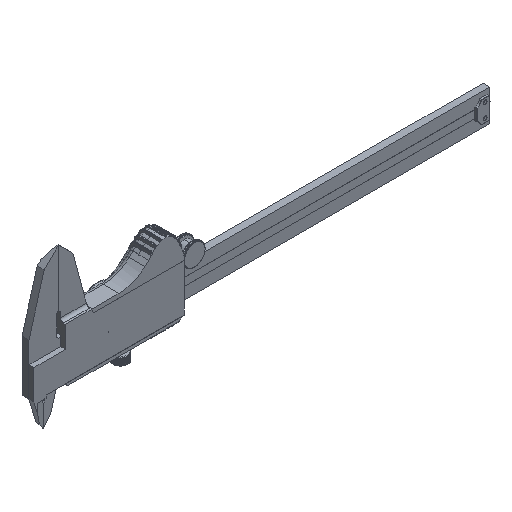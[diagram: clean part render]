
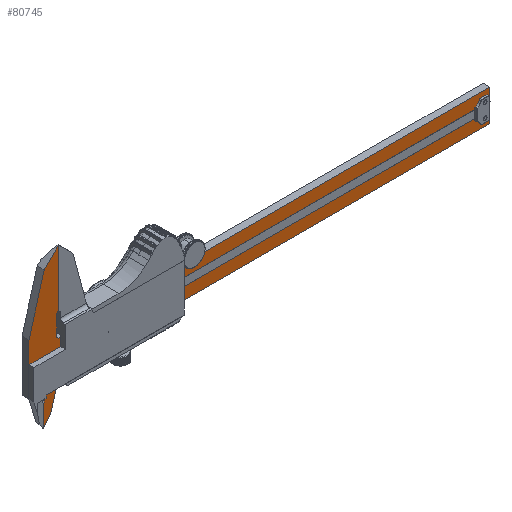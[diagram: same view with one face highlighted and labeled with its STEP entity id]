
A CAD part, isometric view. The second image highlights one B-rep face of the part: STEP entity #80745.
In plain terms, the highlighted planar face has unit normal (0, -1, 0).
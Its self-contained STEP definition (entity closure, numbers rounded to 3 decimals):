
#78917=CARTESIAN_POINT('',(214.5,0.,-43.45));
#78918=VERTEX_POINT('',#78917);
#78925=CARTESIAN_POINT('',(214.5,0.,-45.55));
#78926=VERTEX_POINT('',#78925);
#78927=CARTESIAN_POINT('',(214.5,0.,-44.5));
#78928=DIRECTION('',(-0.,-1.,-0.));
#78929=DIRECTION('',(0.,0.,-1.));
#78930=AXIS2_PLACEMENT_3D('',#78927,#78928,#78929);
#78931=CIRCLE('',#78930,1.05);
#78932=EDGE_CURVE('',#78918,#78926,#78931,.T.);
#78959=CARTESIAN_POINT('',(214.5,0.,-50.45));
#78960=VERTEX_POINT('',#78959);
#78967=CARTESIAN_POINT('',(214.5,0.,-52.55));
#78968=VERTEX_POINT('',#78967);
#78969=CARTESIAN_POINT('',(214.5,0.,-51.5));
#78970=DIRECTION('',(0.,1.,0.));
#78971=DIRECTION('',(0.,0.,-1.));
#78972=AXIS2_PLACEMENT_3D('',#78969,#78970,#78971);
#78973=CIRCLE('',#78972,1.05);
#78974=EDGE_CURVE('',#78968,#78960,#78973,.T.);
#80498=CARTESIAN_POINT('',(214.5,0.,-44.5));
#80499=DIRECTION('',(-0.,-1.,-0.));
#80500=DIRECTION('',(0.,0.,-1.));
#80501=AXIS2_PLACEMENT_3D('',#80498,#80499,#80500);
#80502=CIRCLE('',#80501,1.05);
#80503=EDGE_CURVE('',#78926,#78918,#80502,.T.);
#80508=CARTESIAN_POINT('',(218.01,0.,0.01));
#80509=DIRECTION('',(0.,-1.,0.));
#80510=DIRECTION('',(-1.,0.,0.));
#80511=AXIS2_PLACEMENT_3D('',#80508,#80509,#80510);
#80512=PLANE('',#80511);
#80513=ORIENTED_EDGE('',*,*,#78974,.T.);
#80514=CARTESIAN_POINT('',(214.5,0.,-51.5));
#80515=DIRECTION('',(0.,1.,0.));
#80516=DIRECTION('',(0.,0.,-1.));
#80517=AXIS2_PLACEMENT_3D('',#80514,#80515,#80516);
#80518=CIRCLE('',#80517,1.05);
#80519=EDGE_CURVE('',#78960,#78968,#80518,.T.);
#80520=ORIENTED_EDGE('',*,*,#80519,.T.);
#80521=EDGE_LOOP('',(#80513,#80520));
#80522=FACE_BOUND('',#80521,.T.);
#80523=ORIENTED_EDGE('',*,*,#80503,.F.);
#80524=ORIENTED_EDGE('',*,*,#78932,.F.);
#80525=EDGE_LOOP('',(#80523,#80524));
#80526=FACE_BOUND('',#80525,.T.);
#80527=CARTESIAN_POINT('',(4.,0.,-56.));
#80528=VERTEX_POINT('',#80527);
#80529=CARTESIAN_POINT('',(218.,0.,-56.));
#80530=VERTEX_POINT('',#80529);
#80531=CARTESIAN_POINT('',(4.,0.,-56.));
#80532=DIRECTION('',(1.,0.,0.));
#80533=VECTOR('',#80532,214.);
#80534=LINE('',#80531,#80533);
#80535=EDGE_CURVE('',#80528,#80530,#80534,.T.);
#80536=ORIENTED_EDGE('',*,*,#80535,.T.);
#80537=CARTESIAN_POINT('',(218.,0.,-50.));
#80538=VERTEX_POINT('',#80537);
#80539=CARTESIAN_POINT('',(218.,0.,-56.));
#80540=DIRECTION('',(0.,0.,1.));
#80541=VECTOR('',#80540,6.);
#80542=LINE('',#80539,#80541);
#80543=EDGE_CURVE('',#80530,#80538,#80542,.T.);
#80544=ORIENTED_EDGE('',*,*,#80543,.T.);
#80545=CARTESIAN_POINT('',(13.,-0.,-50.));
#80546=VERTEX_POINT('',#80545);
#80547=CARTESIAN_POINT('',(218.,0.,-50.));
#80548=DIRECTION('',(-1.,0.,0.));
#80549=VECTOR('',#80548,205.);
#80550=LINE('',#80547,#80549);
#80551=EDGE_CURVE('',#80538,#80546,#80550,.T.);
#80552=ORIENTED_EDGE('',*,*,#80551,.T.);
#80553=CARTESIAN_POINT('',(13.,-0.,-46.));
#80554=VERTEX_POINT('',#80553);
#80555=CARTESIAN_POINT('',(13.,0.,-50.));
#80556=DIRECTION('',(-0.,0.,1.));
#80557=VECTOR('',#80556,4.);
#80558=LINE('',#80555,#80557);
#80559=EDGE_CURVE('',#80546,#80554,#80558,.T.);
#80560=ORIENTED_EDGE('',*,*,#80559,.T.);
#80561=CARTESIAN_POINT('',(218.,0.,-46.));
#80562=VERTEX_POINT('',#80561);
#80563=CARTESIAN_POINT('',(13.,0.,-46.));
#80564=DIRECTION('',(1.,0.,-0.));
#80565=VECTOR('',#80564,205.);
#80566=LINE('',#80563,#80565);
#80567=EDGE_CURVE('',#80554,#80562,#80566,.T.);
#80568=ORIENTED_EDGE('',*,*,#80567,.T.);
#80569=CARTESIAN_POINT('',(218.,0.,-40.));
#80570=VERTEX_POINT('',#80569);
#80571=CARTESIAN_POINT('',(218.,0.,-46.));
#80572=DIRECTION('',(0.,0.,1.));
#80573=VECTOR('',#80572,6.);
#80574=LINE('',#80571,#80573);
#80575=EDGE_CURVE('',#80562,#80570,#80574,.T.);
#80576=ORIENTED_EDGE('',*,*,#80575,.T.);
#80577=CARTESIAN_POINT('',(5.5,0.,-40.));
#80578=VERTEX_POINT('',#80577);
#80579=CARTESIAN_POINT('',(218.,0.,-40.));
#80580=DIRECTION('',(-1.,0.,0.));
#80581=VECTOR('',#80580,212.5);
#80582=LINE('',#80579,#80581);
#80583=EDGE_CURVE('',#80570,#80578,#80582,.T.);
#80584=ORIENTED_EDGE('',*,*,#80583,.T.);
#80585=CARTESIAN_POINT('',(4.695,0.,-40.75));
#80586=VERTEX_POINT('',#80585);
#80587=CARTESIAN_POINT('',(4.695,0.,-40.75));
#80588=DIRECTION('',(0.731,0.,0.682));
#80589=VECTOR('',#80588,1.1);
#80590=LINE('',#80587,#80589);
#80591=EDGE_CURVE('',#80586,#80578,#80590,.T.);
#80592=ORIENTED_EDGE('',*,*,#80591,.F.);
#80593=CARTESIAN_POINT('',(-0.105,0.,-40.75));
#80594=VERTEX_POINT('',#80593);
#80595=CARTESIAN_POINT('',(4.695,0.,-40.75));
#80596=DIRECTION('',(-1.,0.,0.));
#80597=VECTOR('',#80596,4.8);
#80598=LINE('',#80595,#80597);
#80599=EDGE_CURVE('',#80586,#80594,#80598,.T.);
#80600=ORIENTED_EDGE('',*,*,#80599,.T.);
#80601=CARTESIAN_POINT('',(-1.,0.,-39.855));
#80602=VERTEX_POINT('',#80601);
#80603=CARTESIAN_POINT('',(-1.,0.,-39.855));
#80604=DIRECTION('',(0.707,0.,-0.707));
#80605=VECTOR('',#80604,1.266);
#80606=LINE('',#80603,#80605);
#80607=EDGE_CURVE('',#80602,#80594,#80606,.T.);
#80608=ORIENTED_EDGE('',*,*,#80607,.F.);
#80609=CARTESIAN_POINT('',(-1.,0.,-29.75));
#80610=VERTEX_POINT('',#80609);
#80611=CARTESIAN_POINT('',(-1.,0.,-39.855));
#80612=DIRECTION('',(0.,0.,1.));
#80613=VECTOR('',#80612,10.105);
#80614=LINE('',#80611,#80613);
#80615=EDGE_CURVE('',#80602,#80610,#80614,.T.);
#80616=ORIENTED_EDGE('',*,*,#80615,.T.);
#80617=CARTESIAN_POINT('',(-0.,0.,-28.75));
#80618=VERTEX_POINT('',#80617);
#80619=CARTESIAN_POINT('',(-0.,0.,-28.75));
#80620=DIRECTION('',(-0.707,0.,-0.707));
#80621=VECTOR('',#80620,1.414);
#80622=LINE('',#80619,#80621);
#80623=EDGE_CURVE('',#80618,#80610,#80622,.T.);
#80624=ORIENTED_EDGE('',*,*,#80623,.F.);
#80625=CARTESIAN_POINT('',(-0.,0.,-0.));
#80626=VERTEX_POINT('',#80625);
#80627=CARTESIAN_POINT('',(-0.,0.,-28.75));
#80628=DIRECTION('',(-0.,0.,1.));
#80629=VECTOR('',#80628,28.75);
#80630=LINE('',#80627,#80629);
#80631=EDGE_CURVE('',#80618,#80626,#80630,.T.);
#80632=ORIENTED_EDGE('',*,*,#80631,.T.);
#80633=CARTESIAN_POINT('',(-7.27,0.,-7.27));
#80634=VERTEX_POINT('',#80633);
#80635=CARTESIAN_POINT('',(-0.,0.,-0.));
#80636=DIRECTION('',(-0.707,0.,-0.707));
#80637=VECTOR('',#80636,10.282);
#80638=LINE('',#80635,#80637);
#80639=EDGE_CURVE('',#80626,#80634,#80638,.T.);
#80640=ORIENTED_EDGE('',*,*,#80639,.T.);
#80641=CARTESIAN_POINT('',(-15.,-0.,-34.227));
#80642=VERTEX_POINT('',#80641);
#80643=CARTESIAN_POINT('',(-7.27,0.,-7.27));
#80644=DIRECTION('',(-0.276,-0.,-0.961));
#80645=VECTOR('',#80644,28.042);
#80646=LINE('',#80643,#80645);
#80647=EDGE_CURVE('',#80634,#80642,#80646,.T.);
#80648=ORIENTED_EDGE('',*,*,#80647,.T.);
#80649=CARTESIAN_POINT('',(-15.,0.,-60.));
#80650=VERTEX_POINT('',#80649);
#80651=CARTESIAN_POINT('',(-15.,0.,-34.227));
#80652=DIRECTION('',(0.,0.,-1.));
#80653=VECTOR('',#80652,25.773);
#80654=LINE('',#80651,#80653);
#80655=EDGE_CURVE('',#80642,#80650,#80654,.T.);
#80656=ORIENTED_EDGE('',*,*,#80655,.T.);
#80657=CARTESIAN_POINT('',(-7.499,0.,-60.));
#80658=VERTEX_POINT('',#80657);
#80659=CARTESIAN_POINT('',(-15.,0.,-60.));
#80660=DIRECTION('',(1.,0.,-0.));
#80661=VECTOR('',#80660,7.501);
#80662=LINE('',#80659,#80661);
#80663=EDGE_CURVE('',#80650,#80658,#80662,.T.);
#80664=ORIENTED_EDGE('',*,*,#80663,.T.);
#80665=CARTESIAN_POINT('',(-7.,0.,-60.499));
#80666=VERTEX_POINT('',#80665);
#80667=CARTESIAN_POINT('',(-7.,0.,-60.499));
#80668=DIRECTION('',(-0.707,0.,0.707));
#80669=VECTOR('',#80668,0.706);
#80670=LINE('',#80667,#80669);
#80671=EDGE_CURVE('',#80666,#80658,#80670,.T.);
#80672=ORIENTED_EDGE('',*,*,#80671,.F.);
#80673=CARTESIAN_POINT('',(-7.,0.,-64.75));
#80674=VERTEX_POINT('',#80673);
#80675=CARTESIAN_POINT('',(-7.,0.,-60.499));
#80676=DIRECTION('',(0.,0.,-1.));
#80677=VECTOR('',#80676,4.251);
#80678=LINE('',#80675,#80677);
#80679=EDGE_CURVE('',#80666,#80674,#80678,.T.);
#80680=ORIENTED_EDGE('',*,*,#80679,.T.);
#80681=CARTESIAN_POINT('',(-7.75,0.,-65.5));
#80682=VERTEX_POINT('',#80681);
#80683=CARTESIAN_POINT('',(-7.,0.,-64.75));
#80684=DIRECTION('',(-0.707,0.,-0.707));
#80685=VECTOR('',#80684,1.061);
#80686=LINE('',#80683,#80685);
#80687=EDGE_CURVE('',#80674,#80682,#80686,.T.);
#80688=ORIENTED_EDGE('',*,*,#80687,.T.);
#80689=CARTESIAN_POINT('',(-7.75,-0.,-76.5));
#80690=VERTEX_POINT('',#80689);
#80691=CARTESIAN_POINT('',(-7.75,0.,-65.5));
#80692=DIRECTION('',(0.,-0.,-1.));
#80693=VECTOR('',#80692,11.);
#80694=LINE('',#80691,#80693);
#80695=EDGE_CURVE('',#80682,#80690,#80694,.T.);
#80696=ORIENTED_EDGE('',*,*,#80695,.T.);
#80697=CARTESIAN_POINT('',(-3.991,-0.,-71.701));
#80698=VERTEX_POINT('',#80697);
#80699=CARTESIAN_POINT('',(-7.75,-0.,-76.5));
#80700=DIRECTION('',(0.617,-0.,0.787));
#80701=VECTOR('',#80700,6.096);
#80702=LINE('',#80699,#80701);
#80703=EDGE_CURVE('',#80690,#80698,#80702,.T.);
#80704=ORIENTED_EDGE('',*,*,#80703,.T.);
#80705=CARTESIAN_POINT('',(-0.5,-0.,-59.837));
#80706=VERTEX_POINT('',#80705);
#80707=CARTESIAN_POINT('',(-3.991,-0.,-71.701));
#80708=DIRECTION('',(0.282,0.,0.959));
#80709=VECTOR('',#80708,12.367);
#80710=LINE('',#80707,#80709);
#80711=EDGE_CURVE('',#80698,#80706,#80710,.T.);
#80712=ORIENTED_EDGE('',*,*,#80711,.T.);
#80713=CARTESIAN_POINT('',(-0.5,-0.,-56.021));
#80714=VERTEX_POINT('',#80713);
#80715=CARTESIAN_POINT('',(-0.5,-0.,-59.837));
#80716=DIRECTION('',(0.,0.,1.));
#80717=VECTOR('',#80716,3.816);
#80718=LINE('',#80715,#80717);
#80719=EDGE_CURVE('',#80706,#80714,#80718,.T.);
#80720=ORIENTED_EDGE('',*,*,#80719,.T.);
#80721=CARTESIAN_POINT('',(0.018,-0.,-55.5));
#80722=VERTEX_POINT('',#80721);
#80723=CARTESIAN_POINT('',(0.018,-0.,-55.5));
#80724=DIRECTION('',(-0.705,0.,-0.709));
#80725=VECTOR('',#80724,0.735);
#80726=LINE('',#80723,#80725);
#80727=EDGE_CURVE('',#80722,#80714,#80726,.T.);
#80728=ORIENTED_EDGE('',*,*,#80727,.F.);
#80729=CARTESIAN_POINT('',(3.501,0.,-55.5));
#80730=VERTEX_POINT('',#80729);
#80731=CARTESIAN_POINT('',(0.018,-0.,-55.5));
#80732=DIRECTION('',(1.,0.,-0.));
#80733=VECTOR('',#80732,3.483);
#80734=LINE('',#80731,#80733);
#80735=EDGE_CURVE('',#80722,#80730,#80734,.T.);
#80736=ORIENTED_EDGE('',*,*,#80735,.T.);
#80737=CARTESIAN_POINT('',(4.,0.,-56.));
#80738=DIRECTION('',(-0.706,0.,0.708));
#80739=VECTOR('',#80738,0.706);
#80740=LINE('',#80737,#80739);
#80741=EDGE_CURVE('',#80528,#80730,#80740,.T.);
#80742=ORIENTED_EDGE('',*,*,#80741,.F.);
#80743=EDGE_LOOP('',(#80536,#80544,#80552,#80560,#80568,#80576,#80584,#80592,#80600,#80608,#80616,#80624,#80632,#80640,#80648,#80656,#80664,#80672,#80680,#80688,#80696,#80704,#80712,#80720,#80728,#80736,
#80742));
#80744=FACE_BOUND('',#80743,.T.);
#80745=ADVANCED_FACE('NONE',(#80522,#80526,#80744),#80512,.T.);
